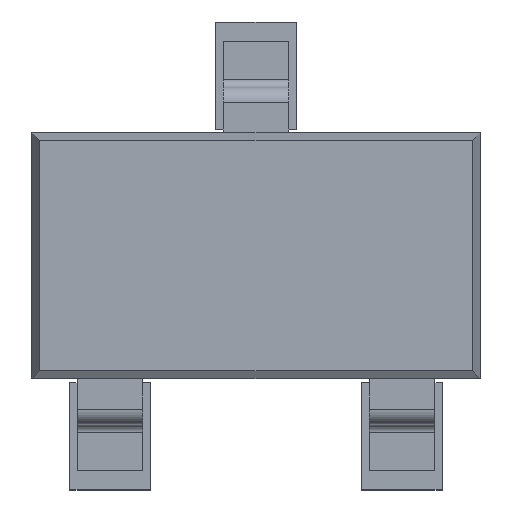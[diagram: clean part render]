
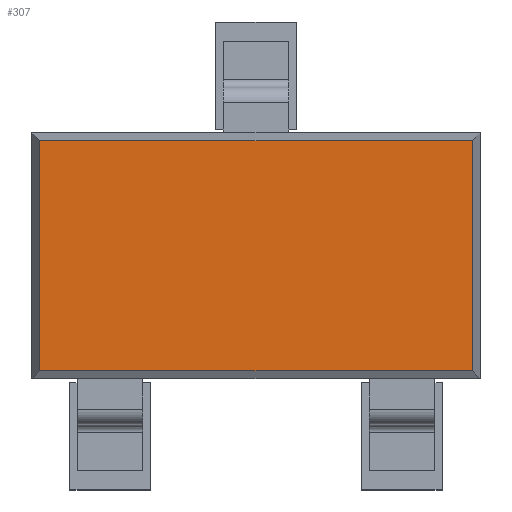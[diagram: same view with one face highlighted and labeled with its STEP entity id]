
A CAD part, top view. The second image highlights one B-rep face of the part: STEP entity #307.
In plain terms, the highlighted planar face has unit normal (0, 0, 1).
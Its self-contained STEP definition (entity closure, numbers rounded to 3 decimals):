
#307=ADVANCED_FACE('',(#431),#375,.T.);
#375=PLANE('',#1493);
#431=FACE_OUTER_BOUND('',#494,.T.);
#494=EDGE_LOOP('',(#568,#569,#570,#571));
#568=ORIENTED_EDGE('',*,*,#1024,.T.);
#569=ORIENTED_EDGE('',*,*,#1025,.T.);
#570=ORIENTED_EDGE('',*,*,#1026,.T.);
#571=ORIENTED_EDGE('',*,*,#1027,.T.);
#912=VERTEX_POINT('',#1921);
#913=VERTEX_POINT('',#1922);
#914=VERTEX_POINT('',#1924);
#915=VERTEX_POINT('',#1926);
#1024=EDGE_CURVE('',#912,#913,#1196,.T.);
#1025=EDGE_CURVE('',#913,#914,#1197,.T.);
#1026=EDGE_CURVE('',#914,#915,#1198,.T.);
#1027=EDGE_CURVE('',#915,#912,#1199,.T.);
#1196=LINE('',#1920,#1344);
#1197=LINE('',#1923,#1345);
#1198=LINE('',#1925,#1346);
#1199=LINE('',#1927,#1347);
#1344=VECTOR('',#1587,1.);
#1345=VECTOR('',#1588,1.);
#1346=VECTOR('',#1589,1.);
#1347=VECTOR('',#1590,1.);
#1493=AXIS2_PLACEMENT_3D('',#1928,#1591,#1592);
#1587=DIRECTION('',(0.,-1.,0.));
#1588=DIRECTION('',(1.,0.,0.));
#1589=DIRECTION('',(0.,1.,0.));
#1590=DIRECTION('',(-1.,0.,0.));
#1591=DIRECTION('',(0.,0.,1.));
#1592=DIRECTION('',(-1.,0.,0.));
#1920=CARTESIAN_POINT('',(-1.41,0.75,1.276));
#1921=CARTESIAN_POINT('',(-1.41,0.75,1.276));
#1922=CARTESIAN_POINT('',(-1.41,-0.75,1.276));
#1923=CARTESIAN_POINT('',(-1.41,-0.75,1.276));
#1924=CARTESIAN_POINT('',(1.41,-0.75,1.276));
#1925=CARTESIAN_POINT('',(1.41,-0.75,1.276));
#1926=CARTESIAN_POINT('',(1.41,0.75,1.276));
#1927=CARTESIAN_POINT('',(1.41,0.75,1.276));
#1928=CARTESIAN_POINT('',(0.,0.,1.276));
